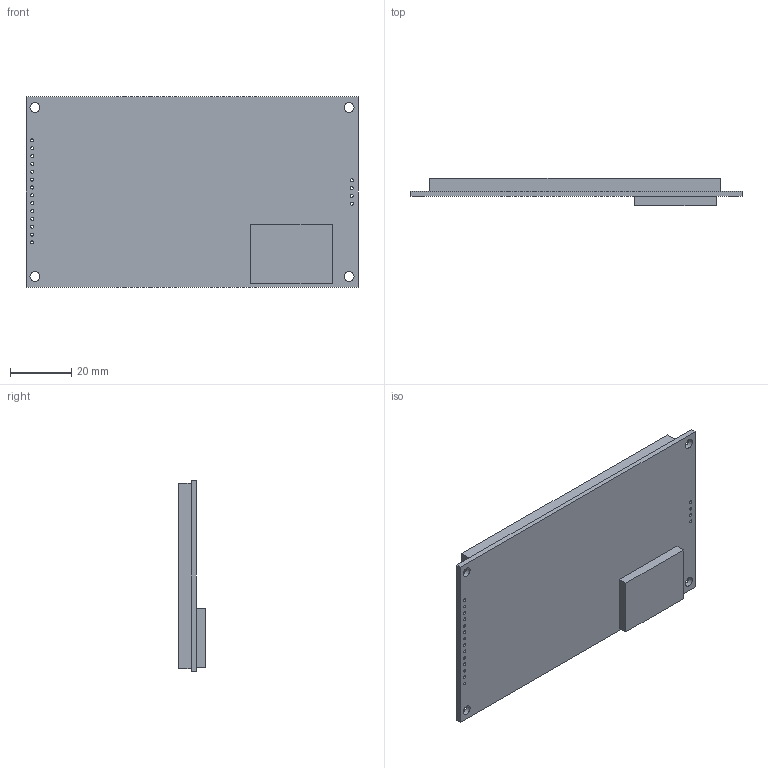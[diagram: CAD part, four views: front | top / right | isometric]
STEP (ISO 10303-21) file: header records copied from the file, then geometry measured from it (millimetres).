
FILE_DESCRIPTION(/* description */ (''),/* implementation_level */ '2;1');
FILE_NAME(/* name */ 'ILI9488.stp',/* time_stamp */ '2024-01-05T17:35:28+01:00',/* author */ ('sergi'),/* organization */ (''),/* preprocessor_version */ 'ST-DEVELOPER v19.2',/* originating_system */ 'Autodesk Inventor 2024',/* authorisation */ '');
FILE_SCHEMA (('AUTOMOTIVE_DESIGN { 1 0 10303 214 3 1 1 }'));
Length unit declared in the file: millimetre
Products named in the file (1): ILI9488
Bounding box: 108 x 8.8 x 61.85 mm (x, y, z)
Volume: 36219.6 mm3; surface area: 15549.5 mm2
Topology: 1 solids, 1 shells, 38 faces, 148 edges, 139 vertices
Faces by surface type: cylinder 22, plane 16
Full cylindrical faces by diameter (mm): 1 x18, 3.2 x4
Entity records: 1590 total; most frequent: CARTESIAN_POINT 280, DIRECTION 268, ORIENTED_EDGE 204, AXIS2_PLACEMENT_3D 105, EDGE_CURVE 102, EDGE_LOOP 84, VERTEX_POINT 68, CIRCLE 66
